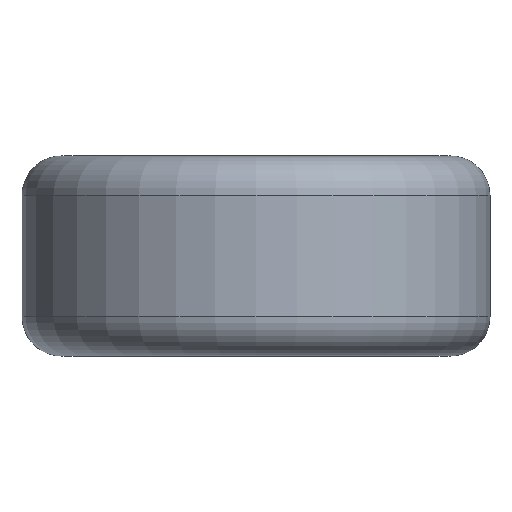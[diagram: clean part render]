
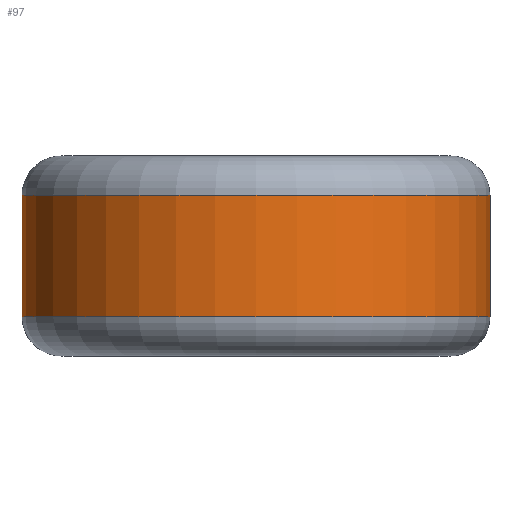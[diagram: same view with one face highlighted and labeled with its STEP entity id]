
A CAD part, front view. The second image highlights one B-rep face of the part: STEP entity #97.
In plain terms, the highlighted cylindrical face has radius 6.55 mm (diameter 13.1 mm), a full revolution.
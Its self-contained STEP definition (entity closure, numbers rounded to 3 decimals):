
#14=CYLINDRICAL_SURFACE($,#113,6.55);
#21=FACE_BOUND($,#42,.T.);
#30=FACE_OUTER_BOUND($,#41,.T.);
#41=EDGE_LOOP($,(#81));
#42=EDGE_LOOP($,(#82));
#53=CIRCLE($,#112,6.55);
#54=CIRCLE($,#114,6.55);
#61=VERTEX_POINT($,#167);
#62=VERTEX_POINT($,#170);
#69=EDGE_CURVE($,#61,#61,#53,.T.);
#70=EDGE_CURVE($,#62,#62,#54,.T.);
#81=ORIENTED_EDGE($,*,*,#70,.F.);
#82=ORIENTED_EDGE($,*,*,#69,.F.);
#97=ADVANCED_FACE($,(#30,#21),#14,.T.);
#112=AXIS2_PLACEMENT_3D($,#168,#138,#139);
#113=AXIS2_PLACEMENT_3D($,#169,#140,#141);
#114=AXIS2_PLACEMENT_3D($,#171,#142,#143);
#138=DIRECTION('center_axis',(0.,0.,-1.));
#139=DIRECTION('ref_axis',(1.,0.,0.));
#140=DIRECTION('center_axis',(0.,0.,-1.));
#141=DIRECTION('ref_axis',(-1.,0.,0.));
#142=DIRECTION('center_axis',(0.,0.,1.));
#143=DIRECTION('ref_axis',(1.,0.,0.));
#167=CARTESIAN_POINT('',(-6.55,0.,-1.7));
#168=CARTESIAN_POINT('Origin',(0.,0.,-1.7));
#169=CARTESIAN_POINT('Origin',(0.,0.,0.));
#170=CARTESIAN_POINT('',(-6.55,0.,1.7));
#171=CARTESIAN_POINT('Origin',(0.,0.,1.7));
